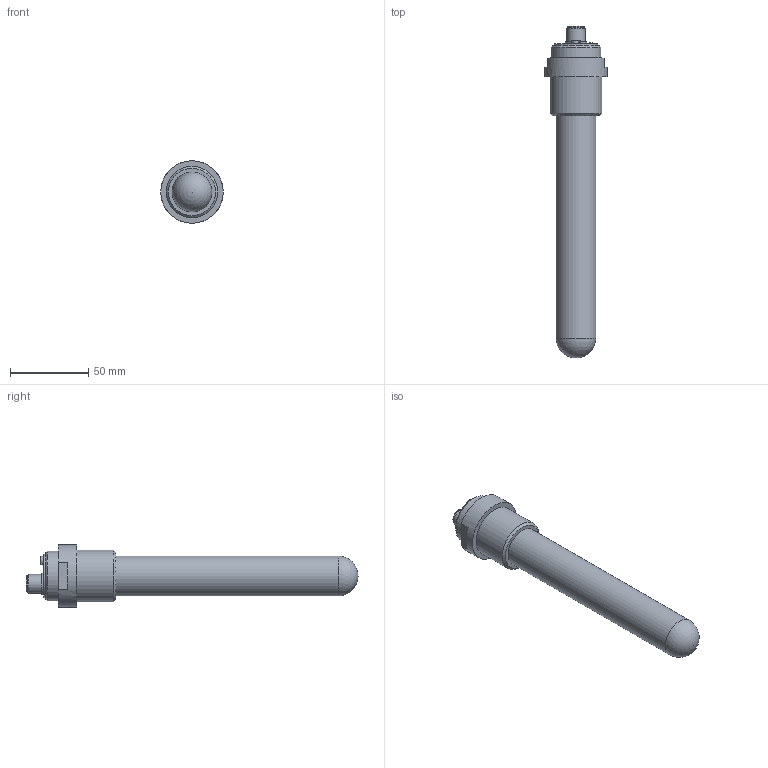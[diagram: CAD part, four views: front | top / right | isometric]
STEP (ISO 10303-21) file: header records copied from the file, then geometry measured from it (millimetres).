
FILE_DESCRIPTION(/* description */ (''),/* implementation_level */ '2;1');
FILE_NAME(/* name */ 'KA0686_Shrinkwrap_1.stp',/* time_stamp */ '2021-09-02T08:39:30+02:00',/* author */ ('Krieger Anja'),/* organization */ (''),/* preprocessor_version */ 'ST-DEVELOPER v18.1',/* originating_system */ 'Autodesk Inventor 2021',/* authorisation */ '');
FILE_SCHEMA (('AUTOMOTIVE_DESIGN { 1 0 10303 214 3 1 1 }'));
Length unit declared in the file: millimetre
Products named in the file (1): KA0686_Shrinkwrap_1
Bounding box: 40 x 212.5 x 40 mm (x, y, z)
Volume: 121271.5 mm3; surface area: 20078.2 mm2
Topology: 1 solids, 1 shells, 42 faces, 96 edges, 64 vertices
Faces by surface type: plane 18, cylinder 15, sphere 5, cone 3, bspline 1
Full cylindrical faces by diameter (mm): 1 x4, 5.5 x1, 10.3 x1, 12 x1, 13.5 x1, 25.5 x1, 27.8 x1, 32 x1, 33.25 x1, 40 x1
Entity records: 1343 total; most frequent: DIRECTION 230, CARTESIAN_POINT 223, ORIENTED_EDGE 180, AXIS2_PLACEMENT_3D 98, EDGE_CURVE 90, VERTEX_POINT 64, EDGE_LOOP 56, CIRCLE 56
